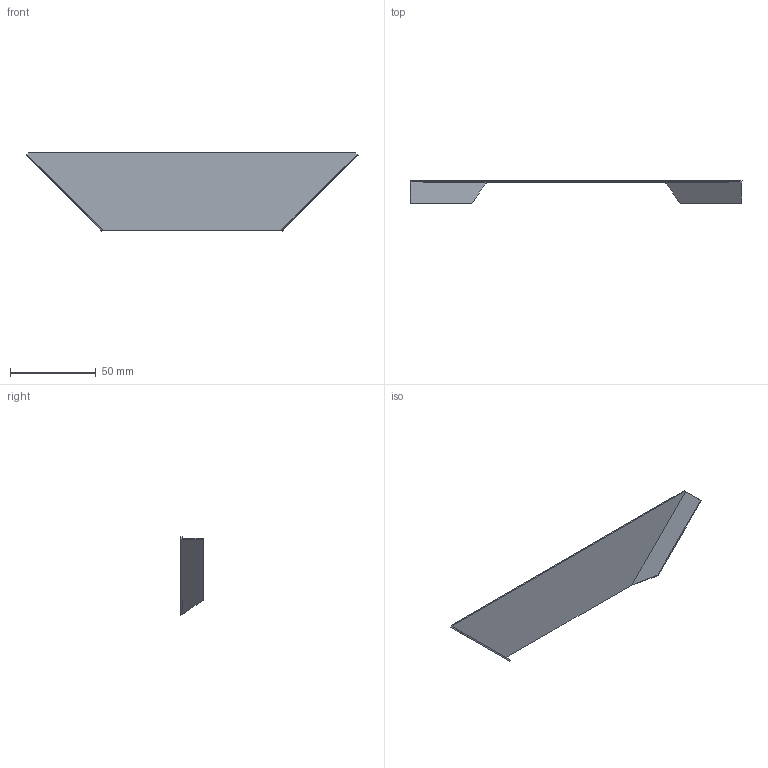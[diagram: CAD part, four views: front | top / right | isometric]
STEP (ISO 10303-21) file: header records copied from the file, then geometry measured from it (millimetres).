
FILE_DESCRIPTION (( 'STEP AP214' ), '1' );
FILE_NAME ('7128531.stp', '2018-10-02T11:10:12', ( '' ), ( '' ), 'SwSTEP 2.0', 'SolidWorks 2018', '' );
FILE_SCHEMA (( 'AUTOMOTIVE_DESIGN' ));
Length unit declared in the file: millimetre
Products named in the file (1): 7128531
Bounding box: 193.4 x 13 x 45.47 mm (x, y, z)
Volume: 5720.1 mm3; surface area: 16665 mm2
Topology: 1 solids, 1 shells, 18 faces, 48 edges, 32 vertices
Faces by surface type: plane 16, bspline 2
Entity records: 662 total; most frequent: CARTESIAN_POINT 205, ORIENTED_EDGE 96, DIRECTION 70, EDGE_CURVE 48, LINE 36, VECTOR 36, VERTEX_POINT 32, ADVANCED_FACE 18
